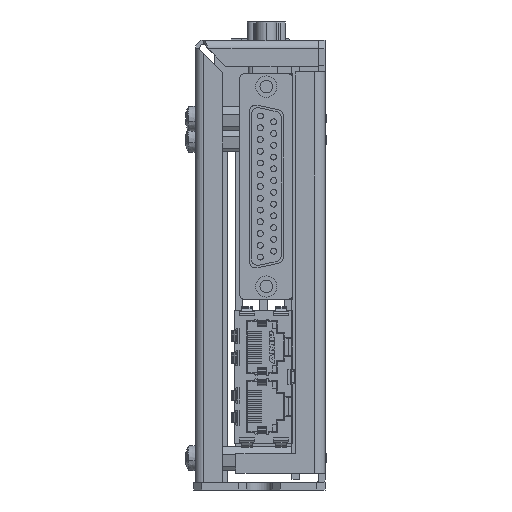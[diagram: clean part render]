
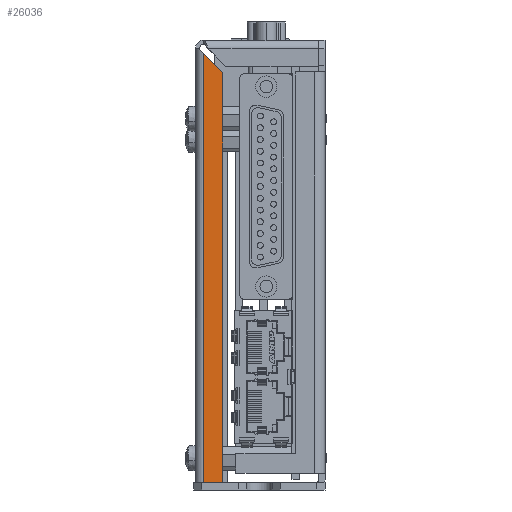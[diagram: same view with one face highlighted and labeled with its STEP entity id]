
A CAD part, left-side view. The second image highlights one B-rep face of the part: STEP entity #26036.
In plain terms, the highlighted planar face has unit normal (-1, 0, 0).
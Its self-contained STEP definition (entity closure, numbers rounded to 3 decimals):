
#23657 = EDGE_CURVE ( 'NONE', #23658, #23659, #67123, .T. ) ;
#23658 = VERTEX_POINT ( 'NONE', #67119 ) ;
#23659 = VERTEX_POINT ( 'NONE', #67118 ) ;
#26013 = EDGE_CURVE ( 'NONE', #26039, #26031, #70682, .T. ) ;
#26014 = ORIENTED_EDGE ( 'NONE', *, *, #26015, .T. ) ;
#26015 = EDGE_CURVE ( 'NONE', #26039, #23658, #70674, .T. ) ;
#26016 = ORIENTED_EDGE ( 'NONE', *, *, #23657, .T. ) ;
#26017 = ORIENTED_EDGE ( 'NONE', *, *, #26033, .F. ) ;
#26031 = VERTEX_POINT ( 'NONE', #70709 ) ;
#26033 = EDGE_CURVE ( 'NONE', #26031, #23659, #70708, .T. ) ;
#26036 = ADVANCED_FACE ( 'NONE', ( #70704 ), #70703, .F. ) ;
#26037 = EDGE_LOOP ( 'NONE', ( #26038, #26014, #26016, #26017 ) ) ;
#26038 = ORIENTED_EDGE ( 'NONE', *, *, #26013, .F. ) ;
#26039 = VERTEX_POINT ( 'NONE', #70698 ) ;
#67118 = CARTESIAN_POINT ( 'NONE',  ( 0., -1., -3.2 ) ) ;
#67119 = CARTESIAN_POINT ( 'NONE',  ( 0., -5.5, -7.7 ) ) ;
#67120 = DIRECTION ( 'NONE',  ( 0., 0.707, 0.707 ) ) ;
#67121 = VECTOR ( 'NONE', #67120, 1000. ) ;
#67122 = CARTESIAN_POINT ( 'NONE',  ( 0., 0.2, -2. ) ) ;
#67123 = LINE ( 'NONE', #67122, #67121 ) ;
#70671 = DIRECTION ( 'NONE',  ( 0., 0., 1. ) ) ;
#70672 = VECTOR ( 'NONE', #70671, 1000. ) ;
#70673 = CARTESIAN_POINT ( 'NONE',  ( 0., -5.5, -2. ) ) ;
#70674 = LINE ( 'NONE', #70673, #70672 ) ;
#70675 = DIRECTION ( 'NONE',  ( 0., 1., 0. ) ) ;
#70676 = VECTOR ( 'NONE', #70675, 1000. ) ;
#70677 = CARTESIAN_POINT ( 'NONE',  ( 0., 0., -104.3 ) ) ;
#70682 = LINE ( 'NONE', #70677, #70676 ) ;
#70698 = CARTESIAN_POINT ( 'NONE',  ( 0., -5.5, -104.3 ) ) ;
#70699 = DIRECTION ( 'NONE',  ( 0., 1., 0. ) ) ;
#70700 = DIRECTION ( 'NONE',  ( 1., 0., 0. ) ) ;
#70701 = CARTESIAN_POINT ( 'NONE',  ( 0., 0., -2. ) ) ;
#70702 = AXIS2_PLACEMENT_3D ( 'NONE', #70701, #70700, #70699 ) ;
#70703 = PLANE ( 'NONE',  #70702 ) ;
#70704 = FACE_OUTER_BOUND ( 'NONE', #26037, .T. ) ;
#70705 = DIRECTION ( 'NONE',  ( 0., 0., 1. ) ) ;
#70706 = VECTOR ( 'NONE', #70705, 1000. ) ;
#70707 = CARTESIAN_POINT ( 'NONE',  ( 0., -1., -2. ) ) ;
#70708 = LINE ( 'NONE', #70707, #70706 ) ;
#70709 = CARTESIAN_POINT ( 'NONE',  ( 0., -1., -104.3 ) ) ;
